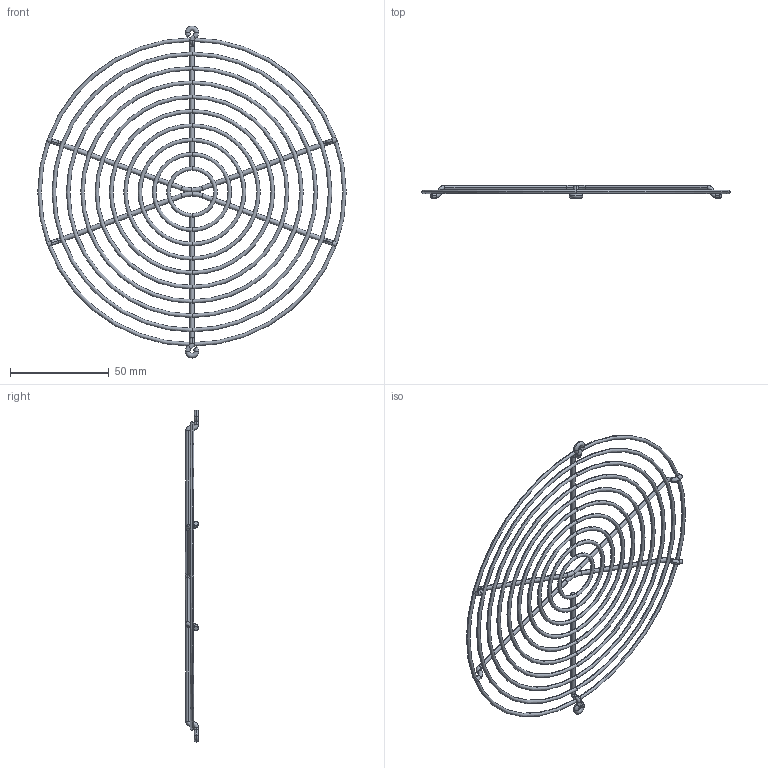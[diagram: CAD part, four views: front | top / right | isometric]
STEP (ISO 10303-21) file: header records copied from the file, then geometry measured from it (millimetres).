
FILE_DESCRIPTION (( 'STEP AP203' ), '1' );
FILE_NAME ('G172-10HA.stp', '2022-01-28T17:40:24', ( '' ), ( '' ), 'SwSTEP 2.0', 'SolidWorks 2018', '' );
FILE_SCHEMA (( 'CONFIG_CONTROL_DESIGN' ));
Length unit declared in the file: millimetre
Products named in the file (1): G172-10HA
Bounding box: 156 x 6.7 x 167.9 mm (x, y, z)
Volume: 9110.2 mm3; surface area: 19312.2 mm2
Topology: 14 solids, 14 shells, 132 faces, 296 edges, 172 vertices
Faces by surface type: torus 88, cylinder 36, plane 8
Entity records: 3843 total; most frequent: DIRECTION 822, CARTESIAN_POINT 601, ORIENTED_EDGE 592, AXIS2_PLACEMENT_3D 393, EDGE_CURVE 296, CIRCLE 260, VERTEX_POINT 172, ADVANCED_FACE 132
